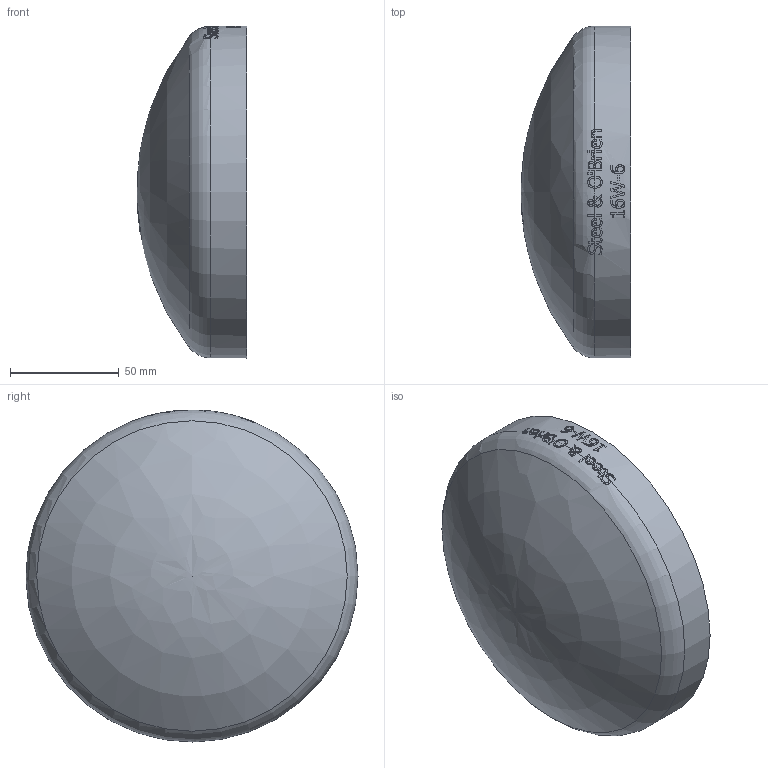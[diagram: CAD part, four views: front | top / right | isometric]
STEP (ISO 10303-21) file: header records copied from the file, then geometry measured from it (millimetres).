
FILE_DESCRIPTION(/* description */ (''),/* implementation_level */ '2;1');
FILE_NAME(/* name */ '16W-6.stp',/* time_stamp */ '2021-11-16T13:46:28-05:00',/* author */ ('rick'),/* organization */ (''),/* preprocessor_version */ 'ST-DEVELOPER v18.1',/* originating_system */ 'Autodesk Inventor 2020',/* authorisation */ '');
FILE_SCHEMA (('AUTOMOTIVE_DESIGN { 1 0 10303 214 3 1 1 }'));
Length unit declared in the file: inch
Products named in the file (1): 16W-6
Bounding box: 50.3 x 152.4 x 152.4 mm (x, y, z)
Volume: 103652.9 mm3; surface area: 60425.2 mm2
Topology: 1 solids, 1 shells, 326 faces, 942 edges, 629 vertices
Faces by surface type: bspline 160, plane 112, cylinder 29, torus 25
Full cylindrical faces by diameter (mm): 146.863 x1, 152.4 x1
Entity records: 14066 total; most frequent: CARTESIAN_POINT 6538, ORIENTED_EDGE 1880, DIRECTION 1037, EDGE_CURVE 940, VERTEX_POINT 629, B_SPLINE_CURVE_WITH_KNOTS 422, AXIS2_PLACEMENT_3D 352, EDGE_LOOP 339
